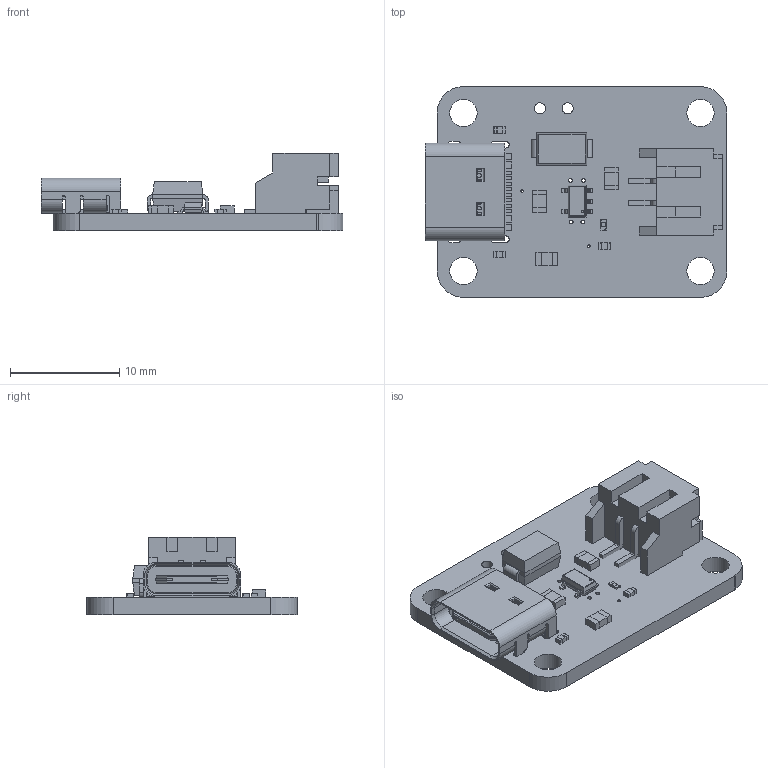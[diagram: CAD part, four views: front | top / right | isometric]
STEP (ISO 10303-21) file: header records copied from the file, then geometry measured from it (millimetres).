
FILE_DESCRIPTION(/* description */ (''),/* implementation_level */ '2;1');
FILE_NAME(/* name */ 'MCP73832.step',/* time_stamp */ '2023-12-01T14:54:07+01:00',/* author */ (''),/* organization */ (''),/* preprocessor_version */ 'ST-DEVELOPER v20',/* originating_system */ 'Autodesk Translation Framework v12.14.0.127',/* authorisation */ '');
FILE_SCHEMA (('AUTOMOTIVE_DESIGN { 1 0 10303 214 3 1 1 }'));
Length unit declared in the file: millimetre
Products named in the file (17): MCP73832; Board; Packages; LASKAKIT_HEART_4MM; LASKKIT_20MM_SILKSCREEN; S2B-PH-SM4; USBC_USB-C-16P-5; CHIPLED_0402; 2,5-PAD; SOT-23-5; Body; PinsArrayL; PinsArrayR; DO-214AC; C0805; R0402; R0805
Assembly tree (22 placements, depth 4):
  MCP73832
    Board
    Packages
      LASKAKIT_HEART_4MM
      LASKKIT_20MM_SILKSCREEN
      S2B-PH-SM4
      USBC_USB-C-16P-5
      CHIPLED_0402
      2,5-PAD  x4
      SOT-23-5
        Body
        PinsArrayL
        PinsArrayR
      DO-214AC
      C0805  x2
      R0402  x3
      R0805
Bounding box: 27.58 x 19.25 x 7.07 mm (x, y, z)
Volume: 1089.3 mm3; surface area: 2304.9 mm2
Topology: 51 solids, 51 shells, 1331 faces, 3371 edges, 2134 vertices
Faces by surface type: plane 911, cylinder 290, sphere 78, bspline 34, torus 12, cone 6
Full cylindrical faces by diameter (mm): 0.203 x1, 0.25 x2, 0.35 x7, 0.5 x2, 1.016 x2, 2.5 x4
Entity records: 38534 total; most frequent: CARTESIAN_POINT 8202, ORIENTED_EDGE 6222, DIRECTION 5815, EDGE_CURVE 3111, LINE 2521, VECTOR 2521, VERTEX_POINT 1998, AXIS2_PLACEMENT_3D 1647
